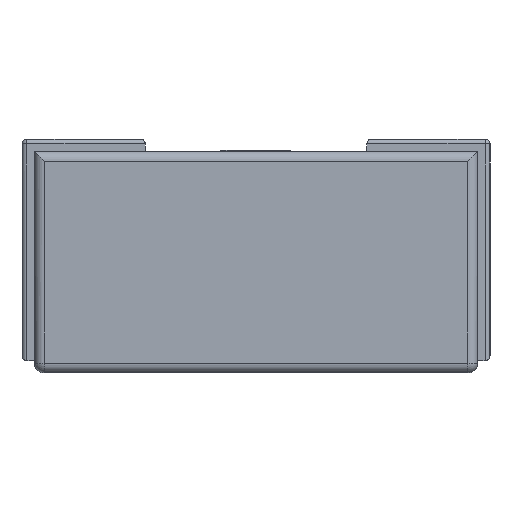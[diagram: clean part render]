
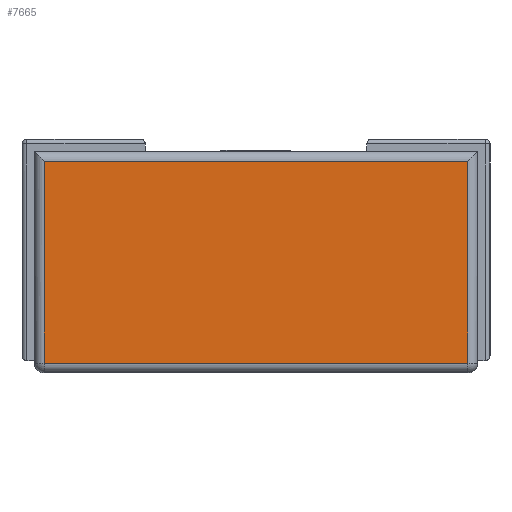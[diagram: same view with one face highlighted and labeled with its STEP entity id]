
A CAD part, left-side view. The second image highlights one B-rep face of the part: STEP entity #7665.
In plain terms, the highlighted planar face has unit normal (-1, 0, 0).
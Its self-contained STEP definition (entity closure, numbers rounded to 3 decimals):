
#19 = FACE_OUTER_BOUND ( 'NONE', #7832, .T. ) ;
#106 = CARTESIAN_POINT ( 'NONE',  ( 0., 0., 0.86 ) ) ;
#1368 = DIRECTION ( 'NONE',  ( 0., 0., 1. ) ) ;
#1535 = CARTESIAN_POINT ( 'NONE',  ( 0., 1.76, 0.9 ) ) ;
#1683 = DIRECTION ( 'NONE',  ( 0., -1., 0. ) ) ;
#1771 = LINE ( 'NONE', #6462, #7470 ) ;
#1806 = EDGE_CURVE ( 'NONE', #6135, #6524, #3545, .T. ) ;
#1823 = DIRECTION ( 'NONE',  ( 0., 0., 1. ) ) ;
#1846 = DIRECTION ( 'NONE',  ( -1., 0., 0. ) ) ;
#2291 = CARTESIAN_POINT ( 'NONE',  ( 0., 0., 0.9 ) ) ;
#2378 = VECTOR ( 'NONE', #1368, 1000. ) ;
#2796 = VERTEX_POINT ( 'NONE', #7054 ) ;
#3137 = ORIENTED_EDGE ( 'NONE', *, *, #5213, .T. ) ;
#3399 = LINE ( 'NONE', #1535, #7390 ) ;
#3545 = LINE ( 'NONE', #4129, #2378 ) ;
#4129 = CARTESIAN_POINT ( 'NONE',  ( 0., 0.04, 0.9 ) ) ;
#4403 = CARTESIAN_POINT ( 'NONE',  ( 0., 0.04, 0.04 ) ) ;
#5100 = VECTOR ( 'NONE', #7043, 1000. ) ;
#5156 = CARTESIAN_POINT ( 'NONE',  ( 0., 0.04, 0.86 ) ) ;
#5213 = EDGE_CURVE ( 'NONE', #2796, #8547, #3399, .T. ) ;
#5517 = EDGE_CURVE ( 'NONE', #8547, #6135, #1771, .T. ) ;
#5820 = PLANE ( 'NONE',  #8121 ) ;
#5943 = CARTESIAN_POINT ( 'NONE',  ( 0., 1.76, 0.04 ) ) ;
#6135 = VERTEX_POINT ( 'NONE', #4403 ) ;
#6402 = DIRECTION ( 'NONE',  ( 0., 0., -1. ) ) ;
#6462 = CARTESIAN_POINT ( 'NONE',  ( 0., 0., 0.04 ) ) ;
#6524 = VERTEX_POINT ( 'NONE', #5156 ) ;
#6935 = EDGE_CURVE ( 'NONE', #6524, #2796, #8002, .T. ) ;
#7043 = DIRECTION ( 'NONE',  ( 0., 1., 0. ) ) ;
#7054 = CARTESIAN_POINT ( 'NONE',  ( 0., 1.76, 0.86 ) ) ;
#7390 = VECTOR ( 'NONE', #6402, 1000. ) ;
#7470 = VECTOR ( 'NONE', #1683, 1000. ) ;
#7665 = ADVANCED_FACE ( 'NONE', ( #19 ), #5820, .T. ) ;
#7832 = EDGE_LOOP ( 'NONE', ( #8747, #3137, #8736, #8570 ) ) ;
#8002 = LINE ( 'NONE', #106, #5100 ) ;
#8121 = AXIS2_PLACEMENT_3D ( 'NONE', #2291, #1846, #1823 ) ;
#8547 = VERTEX_POINT ( 'NONE', #5943 ) ;
#8570 = ORIENTED_EDGE ( 'NONE', *, *, #1806, .T. ) ;
#8736 = ORIENTED_EDGE ( 'NONE', *, *, #5517, .T. ) ;
#8747 = ORIENTED_EDGE ( 'NONE', *, *, #6935, .T. ) ;
